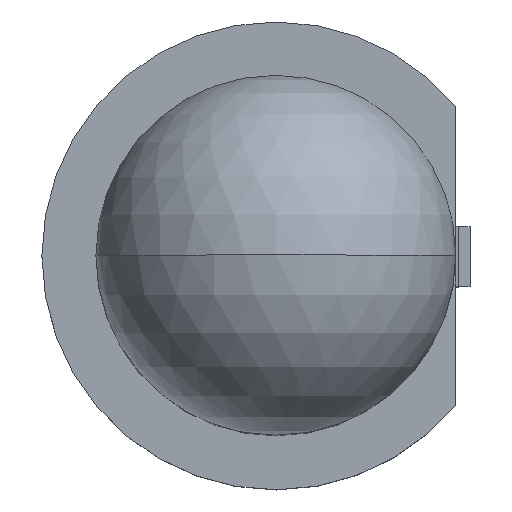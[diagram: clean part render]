
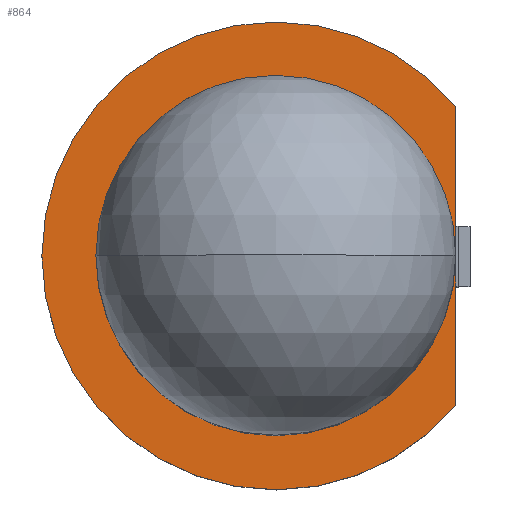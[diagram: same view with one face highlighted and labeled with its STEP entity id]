
A CAD part, top view. The second image highlights one B-rep face of the part: STEP entity #864.
In plain terms, the highlighted planar face has unit normal (0, 0, 1).
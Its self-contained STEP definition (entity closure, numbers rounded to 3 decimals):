
#23 = DIRECTION ( 'NONE',  ( 1., 0., 0. ) ) ;
#40 = CARTESIAN_POINT ( 'NONE',  ( 0., 0., 4.4 ) ) ;
#41 = CIRCLE ( 'NONE', #437, 1.95 ) ;
#92 = DIRECTION ( 'NONE',  ( 0., -1., 0. ) ) ;
#98 = EDGE_CURVE ( 'NONE', #558, #1169, #1459, .T. ) ;
#145 = CARTESIAN_POINT ( 'NONE',  ( 0., 0., 4.4 ) ) ;
#153 = CIRCLE ( 'NONE', #1217, 1.5 ) ;
#156 = ORIENTED_EDGE ( 'NONE', *, *, #1296, .F. ) ;
#175 = VERTEX_POINT ( 'NONE', #181 ) ;
#181 = CARTESIAN_POINT ( 'NONE',  ( 1.5, -1.246, 4.4 ) ) ;
#200 = ORIENTED_EDGE ( 'NONE', *, *, #849, .F. ) ;
#257 = AXIS2_PLACEMENT_3D ( 'NONE', #846, #1105, #1382 ) ;
#365 = CIRCLE ( 'NONE', #257, 1.5 ) ;
#366 = ORIENTED_EDGE ( 'NONE', *, *, #98, .F. ) ;
#437 = AXIS2_PLACEMENT_3D ( 'NONE', #145, #622, #1029 ) ;
#444 = DIRECTION ( 'NONE',  ( 0., 0., 1. ) ) ;
#458 = DIRECTION ( 'NONE',  ( 1., 0., 0. ) ) ;
#512 = CARTESIAN_POINT ( 'NONE',  ( -1.5, 0., 4.4 ) ) ;
#558 = VERTEX_POINT ( 'NONE', #1509 ) ;
#622 = DIRECTION ( 'NONE',  ( 0., 0., 1. ) ) ;
#653 = DIRECTION ( 'NONE',  ( 0., 0., 1. ) ) ;
#692 = CARTESIAN_POINT ( 'NONE',  ( 1.5, 1.246, 4.4 ) ) ;
#801 = AXIS2_PLACEMENT_3D ( 'NONE', #1605, #444, #458 ) ;
#822 = PLANE ( 'NONE',  #801 ) ;
#823 = LINE ( 'NONE', #692, #1158 ) ;
#846 = CARTESIAN_POINT ( 'NONE',  ( 0., 0., 4.4 ) ) ;
#849 = EDGE_CURVE ( 'NONE', #1169, #175, #823, .T. ) ;
#864 = ADVANCED_FACE ( 'NONE', ( #1395 ), #822, .T. ) ;
#1005 = ORIENTED_EDGE ( 'NONE', *, *, #1147, .T. ) ;
#1029 = DIRECTION ( 'NONE',  ( 1., 0., 0. ) ) ;
#1047 = EDGE_CURVE ( 'NONE', #1169, #1250, #365, .T. ) ;
#1069 = DIRECTION ( 'NONE',  ( 0., -1., 0. ) ) ;
#1097 = EDGE_LOOP ( 'NONE', ( #366, #1005, #200, #156, #1406 ) ) ;
#1105 = DIRECTION ( 'NONE',  ( 0., 0., 1. ) ) ;
#1137 = VECTOR ( 'NONE', #1069, 1000. ) ;
#1147 = EDGE_CURVE ( 'NONE', #558, #175, #41, .T. ) ;
#1158 = VECTOR ( 'NONE', #92, 1000. ) ;
#1169 = VERTEX_POINT ( 'NONE', #1396 ) ;
#1199 = CARTESIAN_POINT ( 'NONE',  ( 1.5, 1.246, 4.4 ) ) ;
#1217 = AXIS2_PLACEMENT_3D ( 'NONE', #40, #653, #23 ) ;
#1250 = VERTEX_POINT ( 'NONE', #512 ) ;
#1296 = EDGE_CURVE ( 'NONE', #1250, #1169, #153, .T. ) ;
#1382 = DIRECTION ( 'NONE',  ( 1., 0., 0. ) ) ;
#1395 = FACE_OUTER_BOUND ( 'NONE', #1097, .T. ) ;
#1396 = CARTESIAN_POINT ( 'NONE',  ( 1.5, 0., 4.4 ) ) ;
#1406 = ORIENTED_EDGE ( 'NONE', *, *, #1047, .F. ) ;
#1459 = LINE ( 'NONE', #1199, #1137 ) ;
#1509 = CARTESIAN_POINT ( 'NONE',  ( 1.5, 1.246, 4.4 ) ) ;
#1605 = CARTESIAN_POINT ( 'NONE',  ( 1.5, 0., 4.4 ) ) ;
